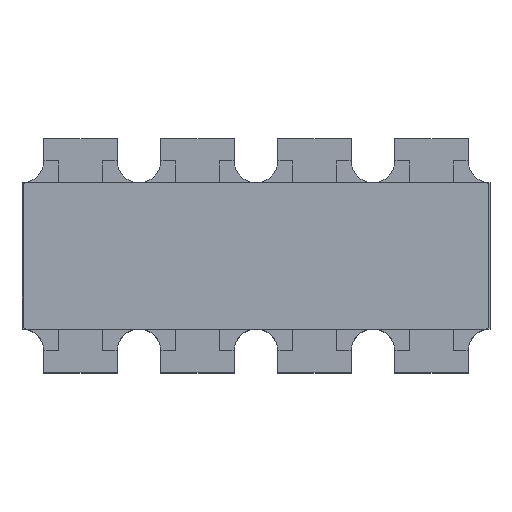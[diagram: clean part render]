
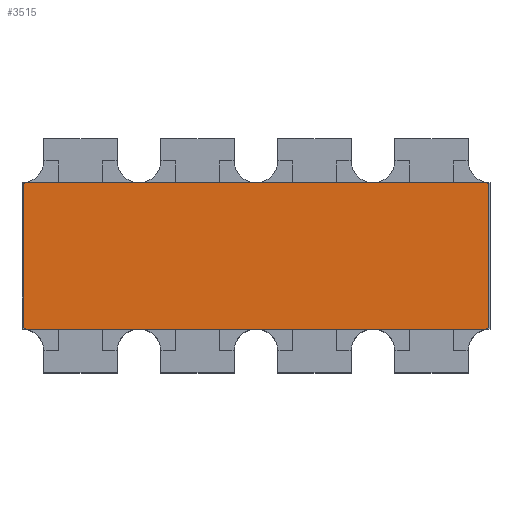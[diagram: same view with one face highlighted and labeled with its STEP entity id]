
A CAD part, top view. The second image highlights one B-rep face of the part: STEP entity #3515.
In plain terms, the highlighted planar face has unit normal (0, 0, 1).
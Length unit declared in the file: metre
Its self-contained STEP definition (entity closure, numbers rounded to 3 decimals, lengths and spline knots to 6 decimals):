
#53=CIRCLE('',#3821,0.000013);
#54=CIRCLE('',#3822,0.000013);
#55=CIRCLE('',#3823,0.000013);
#56=CIRCLE('',#3824,0.000013);
#97=ORIENTED_EDGE('',*,*,#1127,.F.);
#98=ORIENTED_EDGE('',*,*,#1129,.T.);
#99=ORIENTED_EDGE('',*,*,#1113,.F.);
#100=ORIENTED_EDGE('',*,*,#1130,.T.);
#101=ORIENTED_EDGE('',*,*,#1119,.T.);
#102=ORIENTED_EDGE('',*,*,#1131,.T.);
#103=ORIENTED_EDGE('',*,*,#1123,.T.);
#104=ORIENTED_EDGE('',*,*,#1132,.T.);
#1113=EDGE_CURVE('',#1629,#1630,#1973,.T.);
#1119=EDGE_CURVE('',#1636,#1635,#1979,.T.);
#1123=EDGE_CURVE('',#1640,#1639,#1983,.T.);
#1127=EDGE_CURVE('',#1643,#1644,#1987,.T.);
#1129=EDGE_CURVE('',#1643,#1630,#53,.T.);
#1130=EDGE_CURVE('',#1629,#1636,#54,.T.);
#1131=EDGE_CURVE('',#1635,#1640,#55,.T.);
#1132=EDGE_CURVE('',#1639,#1644,#56,.T.);
#1629=VERTEX_POINT('',#4996);
#1630=VERTEX_POINT('',#4997);
#1635=VERTEX_POINT('',#5008);
#1636=VERTEX_POINT('',#5010);
#1639=VERTEX_POINT('',#5017);
#1640=VERTEX_POINT('',#5019);
#1643=VERTEX_POINT('',#5026);
#1644=VERTEX_POINT('',#5028);
#1973=LINE('',#4995,#2461);
#1979=LINE('',#5009,#2467);
#1983=LINE('',#5018,#2471);
#1987=LINE('',#5027,#2475);
#2461=VECTOR('',#4049,1.);
#2467=VECTOR('',#4057,1.);
#2471=VECTOR('',#4063,1.);
#2475=VECTOR('',#4069,1.);
#2953=EDGE_LOOP('',(#97,#98,#99,#100,#101,#102,#103,#104));
#3145=FACE_BOUND('',#2953,.T.);
#3337=PLANE('',#3820);
#3515=ADVANCED_FACE('',(#3145),#3337,.T.);
#3820=AXIS2_PLACEMENT_3D('',#5030,#4071,#4072);
#3821=AXIS2_PLACEMENT_3D('',#5031,#4073,#4074);
#3822=AXIS2_PLACEMENT_3D('',#5032,#4075,#4076);
#3823=AXIS2_PLACEMENT_3D('',#5033,#4077,#4078);
#3824=AXIS2_PLACEMENT_3D('',#5034,#4079,#4080);
#4049=DIRECTION('',(1.,0.,0.));
#4057=DIRECTION('',(0.,-1.,0.));
#4063=DIRECTION('',(1.,0.,0.));
#4069=DIRECTION('',(0.,-1.,0.));
#4071=DIRECTION('',(0.,0.,1.));
#4072=DIRECTION('',(1.,0.,0.));
#4073=DIRECTION('',(0.,0.,1.));
#4074=DIRECTION('',(1.,0.,0.));
#4075=DIRECTION('',(0.,0.,1.));
#4076=DIRECTION('',(1.,0.,0.));
#4077=DIRECTION('',(0.,0.,1.));
#4078=DIRECTION('',(1.,0.,0.));
#4079=DIRECTION('',(0.,0.,1.));
#4080=DIRECTION('',(1.,0.,0.));
#4995=CARTESIAN_POINT('',(0.,0.0005,0.0006));
#4996=CARTESIAN_POINT('',(-0.001575,0.0005,0.0006));
#4997=CARTESIAN_POINT('',(0.001575,0.0005,0.0006));
#5008=CARTESIAN_POINT('',(-0.001588,-0.000488,0.0006));
#5009=CARTESIAN_POINT('',(-0.001588,0.,0.0006));
#5010=CARTESIAN_POINT('',(-0.001588,0.000488,0.0006));
#5017=CARTESIAN_POINT('',(0.001575,-0.0005,0.0006));
#5018=CARTESIAN_POINT('',(0.,-0.0005,0.0006));
#5019=CARTESIAN_POINT('',(-0.001575,-0.0005,0.0006));
#5026=CARTESIAN_POINT('',(0.001588,0.000488,0.0006));
#5027=CARTESIAN_POINT('',(0.001588,0.,0.0006));
#5028=CARTESIAN_POINT('',(0.001588,-0.000488,0.0006));
#5030=CARTESIAN_POINT('',(0.,0.,0.0006));
#5031=CARTESIAN_POINT('',(0.001575,0.000488,0.0006));
#5032=CARTESIAN_POINT('',(-0.001575,0.000488,0.0006));
#5033=CARTESIAN_POINT('',(-0.001575,-0.000488,0.0006));
#5034=CARTESIAN_POINT('',(0.001575,-0.000488,0.0006));
